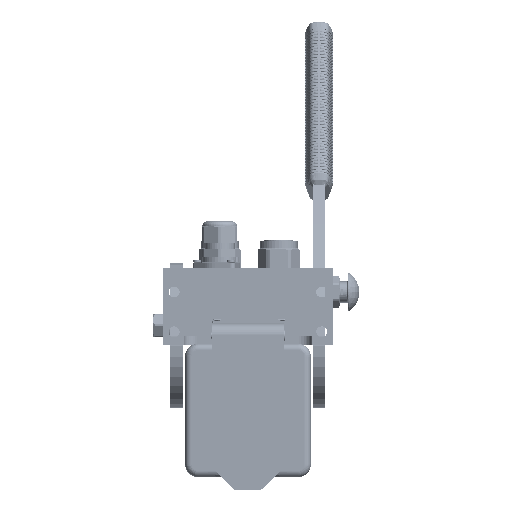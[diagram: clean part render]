
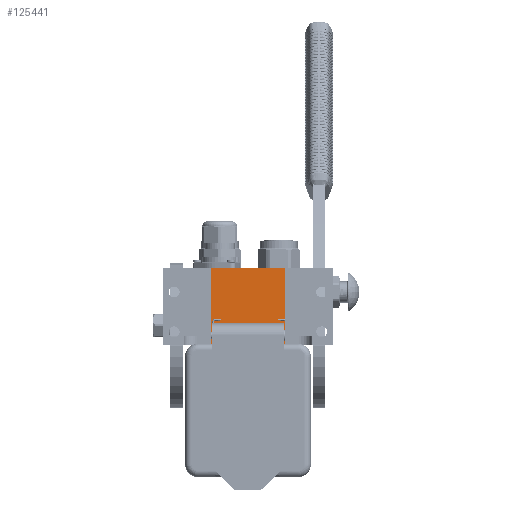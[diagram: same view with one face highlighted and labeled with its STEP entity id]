
A CAD part, left-side view. The second image highlights one B-rep face of the part: STEP entity #125441.
In plain terms, the highlighted face is planar.
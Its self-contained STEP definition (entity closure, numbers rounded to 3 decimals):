
#7527 = VERTEX_POINT ( 'NONE', #159962 ) ;
#16439 = VECTOR ( 'NONE', #68937, 1000. ) ;
#26309 = CARTESIAN_POINT ( 'NONE',  ( 29., 0., -107.5 ) ) ;
#29146 = ORIENTED_EDGE ( 'NONE', *, *, #93584, .T. ) ;
#31839 = CARTESIAN_POINT ( 'NONE',  ( -29., 0., -107.5 ) ) ;
#39007 = DIRECTION ( 'NONE',  ( 0., 0., -1. ) ) ;
#46769 = VERTEX_POINT ( 'NONE', #171784 ) ;
#47859 = VERTEX_POINT ( 'NONE', #187293 ) ;
#51049 = EDGE_CURVE ( 'NONE', #7527, #149669, #124002, .T. ) ;
#58404 = DIRECTION ( 'NONE',  ( -1., 0., 0. ) ) ;
#61025 = FACE_OUTER_BOUND ( 'NONE', #88897, .T. ) ;
#66669 = AXIS2_PLACEMENT_3D ( 'NONE', #160541, #39007, #175841 ) ;
#67829 = PLANE ( 'NONE',  #66669 ) ;
#68937 = DIRECTION ( 'NONE',  ( 0., 1., 0. ) ) ;
#76624 = CARTESIAN_POINT ( 'NONE',  ( 29., 60.2, -107.5 ) ) ;
#88897 = EDGE_LOOP ( 'NONE', ( #146825, #93057, #171816, #29146 ) ) ;
#93057 = ORIENTED_EDGE ( 'NONE', *, *, #121262, .F. ) ;
#93584 = EDGE_CURVE ( 'NONE', #7527, #46769, #125257, .T. ) ;
#97423 = DIRECTION ( 'NONE',  ( -1., 0., 0. ) ) ;
#101162 = CARTESIAN_POINT ( 'NONE',  ( 29., 0., -107.5 ) ) ;
#101317 = VECTOR ( 'NONE', #58404, 1000. ) ;
#121262 = EDGE_CURVE ( 'NONE', #149669, #47859, #152454, .T. ) ;
#124002 = LINE ( 'NONE', #101162, #16439 ) ;
#125257 = LINE ( 'NONE', #26309, #101317 ) ;
#125372 = DIRECTION ( 'NONE',  ( 0., 1., 0. ) ) ;
#125441 = ADVANCED_FACE ( 'NONE', ( #61025 ), #67829, .T. ) ;
#142899 = VECTOR ( 'NONE', #97423, 1000. ) ;
#143507 = LINE ( 'NONE', #31839, #176907 ) ;
#146825 = ORIENTED_EDGE ( 'NONE', *, *, #185005, .T. ) ;
#149669 = VERTEX_POINT ( 'NONE', #76624 ) ;
#152454 = LINE ( 'NONE', #160078, #142899 ) ;
#159962 = CARTESIAN_POINT ( 'NONE',  ( 29., 0., -107.5 ) ) ;
#160078 = CARTESIAN_POINT ( 'NONE',  ( 29., 60.2, -107.5 ) ) ;
#160541 = CARTESIAN_POINT ( 'NONE',  ( 29., 0., -107.5 ) ) ;
#171784 = CARTESIAN_POINT ( 'NONE',  ( -29., 0., -107.5 ) ) ;
#171816 = ORIENTED_EDGE ( 'NONE', *, *, #51049, .F. ) ;
#175841 = DIRECTION ( 'NONE',  ( -1., 0., 0. ) ) ;
#176907 = VECTOR ( 'NONE', #125372, 1000. ) ;
#185005 = EDGE_CURVE ( 'NONE', #46769, #47859, #143507, .T. ) ;
#187293 = CARTESIAN_POINT ( 'NONE',  ( -29., 60.2, -107.5 ) ) ;
